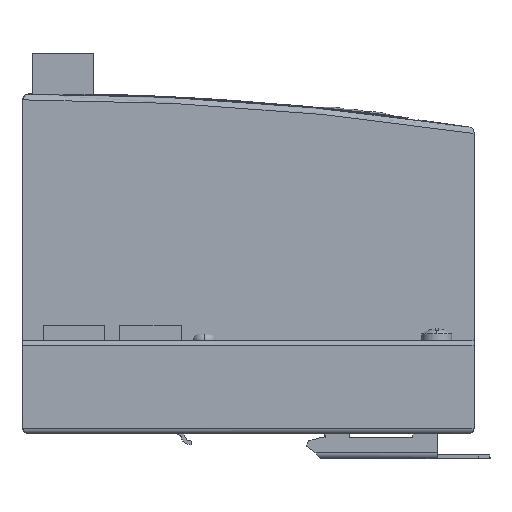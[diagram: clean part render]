
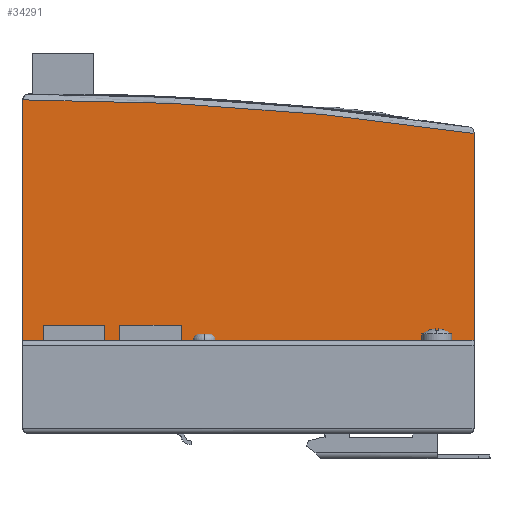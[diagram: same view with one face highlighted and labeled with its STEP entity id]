
A CAD part, left-side view. The second image highlights one B-rep face of the part: STEP entity #34291.
In plain terms, the highlighted planar face has unit normal (-1, 0, 0).
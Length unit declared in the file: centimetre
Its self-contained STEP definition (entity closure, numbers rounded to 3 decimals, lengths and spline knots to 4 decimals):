
#1932=PLANE('',#43322);
#3803=VECTOR('',#36177,1.);
#3819=VECTOR('',#36225,1.);
#3820=VECTOR('',#36227,1.);
#7413=LINE('',#45702,#3803);
#7429=LINE('',#45845,#3819);
#7430=LINE('',#45847,#3820);
#11333=VERTEX_POINT('',#45672);
#11334=VERTEX_POINT('',#45673);
#11341=VERTEX_POINT('',#45703);
#11342=VERTEX_POINT('',#45705);
#11351=VERTEX_POINT('',#45825);
#11352=VERTEX_POINT('',#45826);
#14599=CIRCLE('',#43296,0.15);
#14604=CIRCLE('',#43303,79.85);
#14609=CIRCLE('',#43314,0.15);
#15288=EDGE_CURVE('',#11333,#11334,#14599,.T.);
#15297=EDGE_CURVE('',#11341,#11342,#14604,.T.);
#15314=EDGE_CURVE('',#11351,#11352,#14609,.T.);
#15324=EDGE_CURVE('',#11334,#11341,#7413,.T.);
#15325=EDGE_CURVE('',#11352,#11333,#7429,.T.);
#15326=EDGE_CURVE('',#11342,#11351,#7430,.T.);
#20317=ORIENTED_EDGE('',*,*,#15297,.F.);
#20318=ORIENTED_EDGE('',*,*,#15324,.F.);
#20319=ORIENTED_EDGE('',*,*,#15288,.F.);
#20320=ORIENTED_EDGE('',*,*,#15325,.F.);
#20321=ORIENTED_EDGE('',*,*,#15314,.F.);
#20322=ORIENTED_EDGE('',*,*,#15326,.F.);
#30189=EDGE_LOOP('',(#20317,#20318,#20319,#20320,#20321,#20322));
#32240=FACE_BOUND('',#30189,.T.);
#34291=ADVANCED_FACE('',(#32240),#1932,.F.);
#36162=DIRECTION('',(1.,0.,0.));
#36163=DIRECTION('',(0.,0.106,-0.106));
#36177=DIRECTION('',(0.,0.,1.));
#36178=DIRECTION('',(1.,0.,0.));
#36179=DIRECTION('',(0.,-5.923,79.63));
#36207=DIRECTION('',(1.,0.,0.));
#36208=DIRECTION('',(0.,-0.106,-0.106));
#36225=DIRECTION('',(0.,1.,0.));
#36227=DIRECTION('',(0.,0.,-1.));
#36231=DIRECTION('',(1.,0.,0.));
#43296=AXIS2_PLACEMENT_3D('',#45671,#36162,#36163);
#43303=AXIS2_PLACEMENT_3D('',#45704,#36178,#36179);
#43314=AXIS2_PLACEMENT_3D('',#45824,#36207,#36208);
#43322=AXIS2_PLACEMENT_3D('',#45852,#36231,$);
#45671=CARTESIAN_POINT('',(-2.8,5.9,0.15));
#45672=CARTESIAN_POINT('',(-2.8,5.9,0.));
#45673=CARTESIAN_POINT('',(-2.8,6.05,0.15));
#45702=CARTESIAN_POINT('',(-2.8,6.05,0.));
#45703=CARTESIAN_POINT('',(-2.8,6.05,8.95));
#45704=CARTESIAN_POINT('',(-2.8,5.9169,-70.8999));
#45705=CARTESIAN_POINT('',(-2.8,-6.05,8.0483));
#45824=CARTESIAN_POINT('',(-2.8,-5.9,0.15));
#45825=CARTESIAN_POINT('',(-2.8,-6.05,0.15));
#45826=CARTESIAN_POINT('',(-2.8,-5.9,0.));
#45845=CARTESIAN_POINT('',(-2.8,-6.05,0.));
#45847=CARTESIAN_POINT('',(-2.8,-6.05,8.2));
#45852=CARTESIAN_POINT('',(-2.8,0.1281,4.3749));
